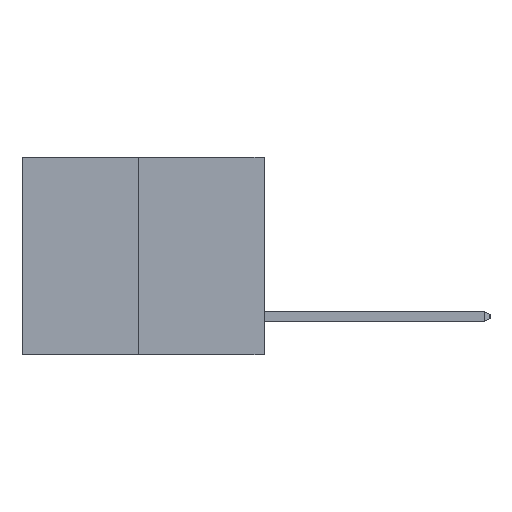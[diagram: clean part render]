
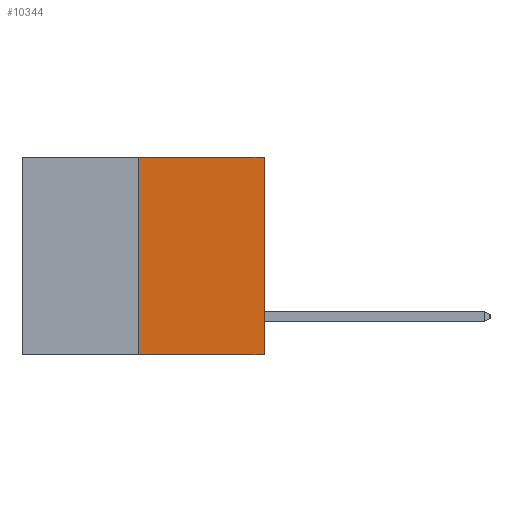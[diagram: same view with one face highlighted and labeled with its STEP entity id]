
A CAD part, left-side view. The second image highlights one B-rep face of the part: STEP entity #10344.
In plain terms, the highlighted planar face has unit normal (-1, 0, 0).
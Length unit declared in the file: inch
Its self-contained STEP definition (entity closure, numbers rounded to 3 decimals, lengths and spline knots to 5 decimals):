
#266 = VERTEX_POINT ( 'NONE', #6928 ) ;
#352 = VECTOR ( 'NONE', #10600, 39.37008 ) ;
#786 = EDGE_CURVE ( 'NONE', #266, #5485, #12360, .T. ) ;
#940 = CARTESIAN_POINT ( 'NONE',  ( 0., 0., 0. ) ) ;
#2995 = ORIENTED_EDGE ( 'NONE', *, *, #9484, .F. ) ;
#3353 = LINE ( 'NONE', #5645, #4129 ) ;
#3815 = DIRECTION ( 'NONE',  ( 0., 0., -1. ) ) ;
#4129 = VECTOR ( 'NONE', #14443, 39.37008 ) ;
#4284 = LINE ( 'NONE', #10437, #352 ) ;
#5485 = VERTEX_POINT ( 'NONE', #940 ) ;
#5645 = CARTESIAN_POINT ( 'NONE',  ( 0., 0.6, -0.49 ) ) ;
#5890 = EDGE_CURVE ( 'NONE', #15186, #266, #3353, .T. ) ;
#6928 = CARTESIAN_POINT ( 'NONE',  ( 0., 0., -0.49 ) ) ;
#7578 = EDGE_LOOP ( 'NONE', ( #10286, #15965, #10240, #2995 ) ) ;
#7598 = LINE ( 'NONE', #10236, #9963 ) ;
#8047 = AXIS2_PLACEMENT_3D ( 'NONE', #13771, #8991, #3815 ) ;
#8722 = CARTESIAN_POINT ( 'NONE',  ( 0., 0.312, -0.49 ) ) ;
#8991 = DIRECTION ( 'NONE',  ( 1., 0., 0. ) ) ;
#8998 = VECTOR ( 'NONE', #14041, 39.37008 ) ;
#9484 = EDGE_CURVE ( 'NONE', #13384, #5485, #7598, .T. ) ;
#9963 = VECTOR ( 'NONE', #14081, 39.37008 ) ;
#10236 = CARTESIAN_POINT ( 'NONE',  ( 0., 0.6, 0. ) ) ;
#10240 = ORIENTED_EDGE ( 'NONE', *, *, #786, .T. ) ;
#10286 = ORIENTED_EDGE ( 'NONE', *, *, #12163, .F. ) ;
#10344 = ADVANCED_FACE ( 'NONE', ( #10915 ), #11378, .F. ) ;
#10402 = CARTESIAN_POINT ( 'NONE',  ( 0., 0., 0. ) ) ;
#10437 = CARTESIAN_POINT ( 'NONE',  ( 0., 0.312, -0.49 ) ) ;
#10600 = DIRECTION ( 'NONE',  ( 0., 0., 1. ) ) ;
#10915 = FACE_OUTER_BOUND ( 'NONE', #7578, .T. ) ;
#11378 = PLANE ( 'NONE',  #8047 ) ;
#11468 = CARTESIAN_POINT ( 'NONE',  ( 0., 0.312, 0. ) ) ;
#12163 = EDGE_CURVE ( 'NONE', #15186, #13384, #4284, .T. ) ;
#12360 = LINE ( 'NONE', #10402, #8998 ) ;
#13384 = VERTEX_POINT ( 'NONE', #11468 ) ;
#13771 = CARTESIAN_POINT ( 'NONE',  ( 0., 0.6, 0. ) ) ;
#14041 = DIRECTION ( 'NONE',  ( 0., 0., 1. ) ) ;
#14081 = DIRECTION ( 'NONE',  ( 0., -1., 0. ) ) ;
#14443 = DIRECTION ( 'NONE',  ( 0., -1., 0. ) ) ;
#15186 = VERTEX_POINT ( 'NONE', #8722 ) ;
#15965 = ORIENTED_EDGE ( 'NONE', *, *, #5890, .T. ) ;
